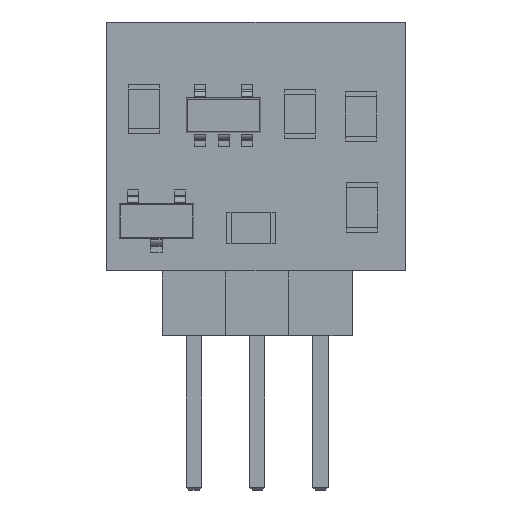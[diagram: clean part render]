
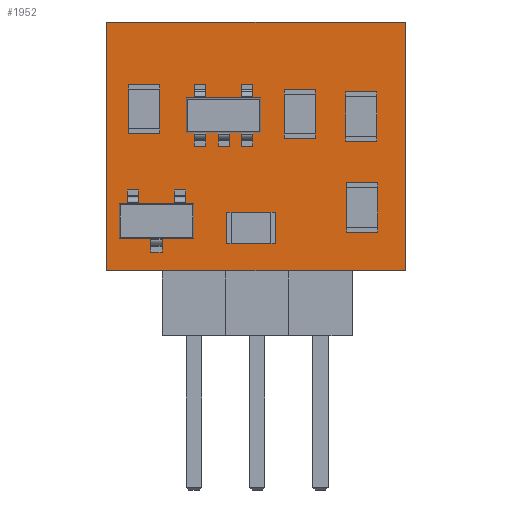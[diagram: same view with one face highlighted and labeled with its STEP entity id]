
A CAD part, top view. The second image highlights one B-rep face of the part: STEP entity #1952.
In plain terms, the highlighted planar face has unit normal (0, 0, 1).
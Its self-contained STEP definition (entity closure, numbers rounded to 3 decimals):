
#1952=ADVANCED_FACE('',(#3196),#3198,.F.);
#3196=FACE_BOUND('',#3197,.T.);
#3197=EDGE_LOOP('',(#4157,#4158,#4159,#4160));
#3198=PLANE('',#3199);
#3199=AXIS2_PLACEMENT_3D('',#3200,#3201,#3202);
#3200=CARTESIAN_POINT('',(119.5,-73.,1.6));
#3201=DIRECTION('',(-0.,-0.,-1.));
#3202=DIRECTION('',(-1.,0.,0.));
#4157=ORIENTED_EDGE('',*,*,#4651,.F.);
#4158=ORIENTED_EDGE('',*,*,#4648,.F.);
#4159=ORIENTED_EDGE('',*,*,#4645,.F.);
#4160=ORIENTED_EDGE('',*,*,#4642,.F.);
#4642=EDGE_CURVE('',#5320,#5322,#5323,.T.);
#4645=EDGE_CURVE('',#5322,#5327,#5328,.T.);
#4648=EDGE_CURVE('',#5327,#5332,#5333,.T.);
#4651=EDGE_CURVE('',#5332,#5320,#5337,.T.);
#5320=VERTEX_POINT('',#6848);
#5322=VERTEX_POINT('',#6852);
#5323=LINE('',#6853,#6854);
#5327=VERTEX_POINT('',#6863);
#5328=LINE('',#6864,#6865);
#5332=VERTEX_POINT('',#6874);
#5333=LINE('',#6875,#6876);
#5337=LINE('',#6885,#6886);
#6848=CARTESIAN_POINT('',(113.5,-68.,1.6));
#6852=CARTESIAN_POINT('',(125.5,-68.,1.6));
#6853=CARTESIAN_POINT('',(113.5,-68.,1.6));
#6854=VECTOR('',#6855,1.);
#6855=DIRECTION('',(1.,0.,0.));
#6863=CARTESIAN_POINT('',(125.5,-78.,1.6));
#6864=CARTESIAN_POINT('',(125.5,-68.,1.6));
#6865=VECTOR('',#6866,1.);
#6866=DIRECTION('',(0.,-1.,0.));
#6874=CARTESIAN_POINT('',(113.5,-78.,1.6));
#6875=CARTESIAN_POINT('',(125.5,-78.,1.6));
#6876=VECTOR('',#6877,1.);
#6877=DIRECTION('',(-1.,0.,0.));
#6885=CARTESIAN_POINT('',(113.5,-78.,1.6));
#6886=VECTOR('',#6887,1.);
#6887=DIRECTION('',(0.,1.,0.));
